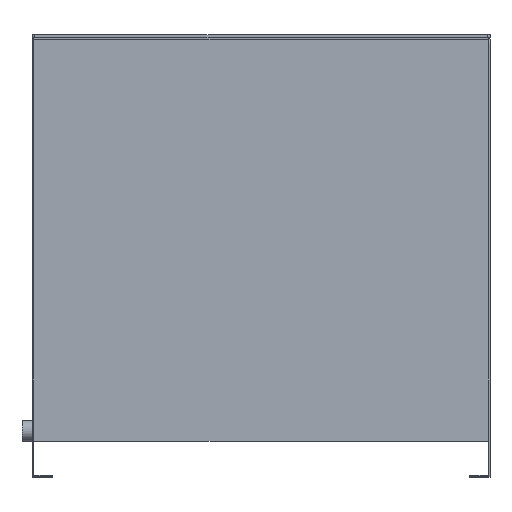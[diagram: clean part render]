
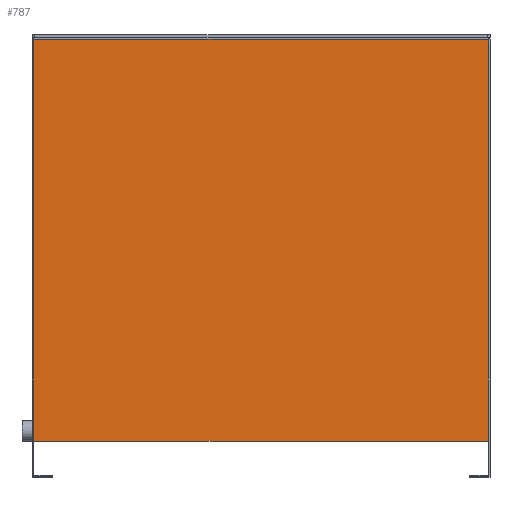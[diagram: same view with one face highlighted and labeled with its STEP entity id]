
A CAD part, top view. The second image highlights one B-rep face of the part: STEP entity #787.
In plain terms, the highlighted planar face has unit normal (0, 0, 1).
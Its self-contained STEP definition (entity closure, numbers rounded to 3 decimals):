
#20 = VECTOR ( 'NONE', #165, 1000. ) ;
#41 = VERTEX_POINT ( 'NONE', #2447 ) ;
#43 = ORIENTED_EDGE ( 'NONE', *, *, #1706, .T. ) ;
#69 = ORIENTED_EDGE ( 'NONE', *, *, #1506, .F. ) ;
#78 = ORIENTED_EDGE ( 'NONE', *, *, #1632, .F. ) ;
#100 = ORIENTED_EDGE ( 'NONE', *, *, #1298, .T. ) ;
#121 = VECTOR ( 'NONE', #1915, 1000. ) ;
#142 = VERTEX_POINT ( 'NONE', #584 ) ;
#150 = CARTESIAN_POINT ( 'NONE',  ( 447., -799., 340. ) ) ;
#165 = DIRECTION ( 'NONE',  ( 0., 1., 0. ) ) ;
#247 = LINE ( 'NONE', #150, #20 ) ;
#304 = VERTEX_POINT ( 'NONE', #1977 ) ;
#441 = LINE ( 'NONE', #2253, #2262 ) ;
#544 = CARTESIAN_POINT ( 'NONE',  ( -447., -799., 340. ) ) ;
#584 = CARTESIAN_POINT ( 'NONE',  ( -447., -9., 340. ) ) ;
#677 = VECTOR ( 'NONE', #1130, 1000. ) ;
#787 = ADVANCED_FACE ( 'NONE', ( #1802 ), #1544, .F. ) ;
#807 = AXIS2_PLACEMENT_3D ( 'NONE', #2394, #2159, #2417 ) ;
#1130 = DIRECTION ( 'NONE',  ( 0., 1., 0. ) ) ;
#1205 = LINE ( 'NONE', #1924, #121 ) ;
#1298 = EDGE_CURVE ( 'NONE', #41, #304, #247, .T. ) ;
#1468 = CARTESIAN_POINT ( 'NONE',  ( -447., -799., 340. ) ) ;
#1506 = EDGE_CURVE ( 'NONE', #2212, #142, #2267, .T. ) ;
#1544 = PLANE ( 'NONE',  #807 ) ;
#1632 = EDGE_CURVE ( 'NONE', #41, #2212, #1205, .T. ) ;
#1706 = EDGE_CURVE ( 'NONE', #304, #142, #441, .T. ) ;
#1802 = FACE_OUTER_BOUND ( 'NONE', #2546, .T. ) ;
#1915 = DIRECTION ( 'NONE',  ( -1., 0., 0. ) ) ;
#1924 = CARTESIAN_POINT ( 'NONE',  ( 447., -799., 340. ) ) ;
#1977 = CARTESIAN_POINT ( 'NONE',  ( 447., -9., 340. ) ) ;
#2159 = DIRECTION ( 'NONE',  ( 0., 0., -1. ) ) ;
#2212 = VERTEX_POINT ( 'NONE', #544 ) ;
#2253 = CARTESIAN_POINT ( 'NONE',  ( 447., -9., 340. ) ) ;
#2262 = VECTOR ( 'NONE', #2415, 1000. ) ;
#2267 = LINE ( 'NONE', #1468, #677 ) ;
#2394 = CARTESIAN_POINT ( 'NONE',  ( 447., -799., 340. ) ) ;
#2415 = DIRECTION ( 'NONE',  ( -1., 0., 0. ) ) ;
#2417 = DIRECTION ( 'NONE',  ( -1., 0., 0. ) ) ;
#2447 = CARTESIAN_POINT ( 'NONE',  ( 447., -799., 340. ) ) ;
#2546 = EDGE_LOOP ( 'NONE', ( #43, #69, #78, #100 ) ) ;
